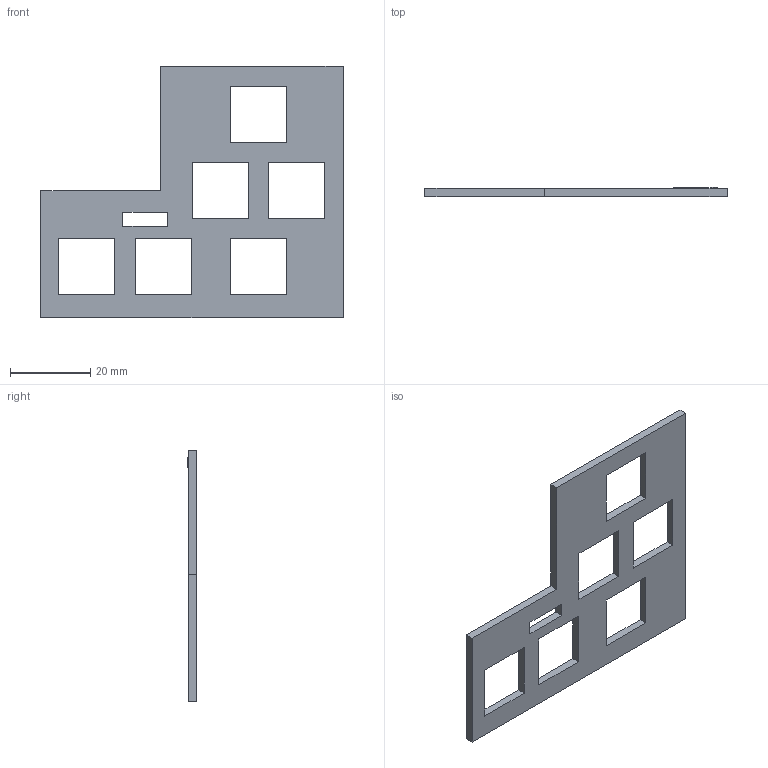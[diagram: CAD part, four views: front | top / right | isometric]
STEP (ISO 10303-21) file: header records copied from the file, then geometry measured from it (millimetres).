
FILE_DESCRIPTION(/* description */ (''),/* implementation_level */ '2;1');
FILE_NAME(/* name */ 'micropad_cover.step',/* time_stamp */ '2025-12-29T15:44:07+05:30',/* author */ (''),/* organization */ (''),/* preprocessor_version */ 'ST-DEVELOPER v20.1',/* originating_system */ 'Autodesk Translation Framework v14.21.0.0',/* authorisation */ '');
FILE_SCHEMA (('AUTOMOTIVE_DESIGN { 1 0 10303 214 3 1 1 }'));
Length unit declared in the file: millimetre
Products named in the file (1): 2025-12-29-13-45-03-882
Bounding box: 75.3 x 2.25 x 62.7 mm (x, y, z)
Volume: 5166.5 mm3; surface area: 6464.5 mm2
Topology: 1 solids, 1 shells, 203 faces, 564 edges, 376 vertices
Faces by surface type: bspline 111, plane 92
Entity records: 7529 total; most frequent: CARTESIAN_POINT 3031, ORIENTED_EDGE 1128, EDGE_CURVE 564, DIRECTION 528, VERTEX_POINT 376, LINE 342, VECTOR 342, EDGE_LOOP 230
